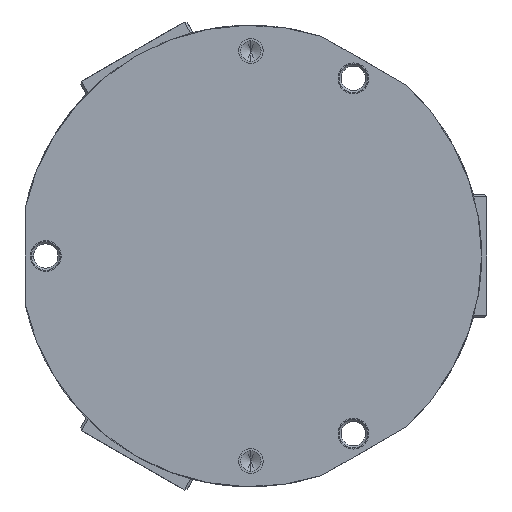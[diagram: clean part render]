
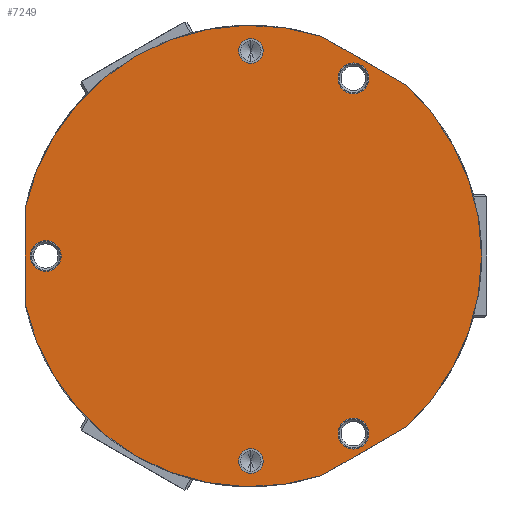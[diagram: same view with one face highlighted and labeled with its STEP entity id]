
A CAD part, front view. The second image highlights one B-rep face of the part: STEP entity #7249.
In plain terms, the highlighted planar face has unit normal (0, -1, 0).
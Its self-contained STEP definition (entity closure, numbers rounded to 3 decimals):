
#2771 = EDGE_CURVE( '', #5251, #4533, #7788, .T. );
#2887 = EDGE_CURVE( '', #4629, #3435, #7912, .T. );
#3435 = VERTEX_POINT( '', #8517 );
#3475 = EDGE_CURVE( '', #3759, #6187, #8566, .T. );
#3759 = VERTEX_POINT( '', #8881 );
#3791 = VERTEX_POINT( '', #8918 );
#3795 = VERTEX_POINT( '', #8922 );
#3801 = EDGE_CURVE( '', #6993, #3759, #8928, .T. );
#3815 = VERTEX_POINT( '', #8942 );
#3929 = VERTEX_POINT( '', #9068 );
#4011 = EDGE_CURVE( '', #3929, #7471, #9156, .T. );
#4027 = EDGE_CURVE( '', #3791, #3815, #9173, .T. );
#4097 = EDGE_CURVE( '', #4983, #6011, #9252, .T. );
#4165 = EDGE_CURVE( '', #4533, #5251, #9330, .T. );
#4421 = EDGE_CURVE( '', #3795, #6497, #9611, .T. );
#4533 = VERTEX_POINT( '', #9733 );
#4629 = VERTEX_POINT( '', #9838 );
#4851 = EDGE_CURVE( '', #3435, #4629, #10079, .T. );
#4983 = VERTEX_POINT( '', #10225 );
#5015 = EDGE_CURVE( '', #7471, #3929, #10261, .T. );
#5041 = EDGE_CURVE( '', #6187, #4983, #10292, .T. );
#5115 = EDGE_CURVE( '', #6497, #3795, #10372, .T. );
#5251 = VERTEX_POINT( '', #10524 );
#5259 = EDGE_CURVE( '', #6011, #5989, #10532, .T. );
#5961 = EDGE_CURVE( '', #3815, #3791, #11303, .T. );
#5989 = VERTEX_POINT( '', #11335 );
#6011 = VERTEX_POINT( '', #11360 );
#6111 = EDGE_CURVE( '', #5989, #6993, #11470, .T. );
#6187 = VERTEX_POINT( '', #11553 );
#6497 = VERTEX_POINT( '', #11903 );
#6993 = VERTEX_POINT( '', #12454 );
#7249 = ADVANCED_FACE( '', ( #12745, #12746, #12747, #12748, #12749, #12750 ), #12751, .F. );
#7471 = VERTEX_POINT( '', #13000 );
#7788 = CIRCLE( '', #13472, 7.5 );
#7912 = CIRCLE( '', #13680, 7.5 );
#8517 = CARTESIAN_POINT( '', ( 57.5, 0., -86.603 ) );
#8566 = CIRCLE( '', #14591, 112.49 );
#8881 = CARTESIAN_POINT( '', ( 75.419, 0., 83.462 ) );
#8918 = CARTESIAN_POINT( '', ( 6., 0., -100. ) );
#8922 = CARTESIAN_POINT( '', ( -6., 0., 100. ) );
#8928 = LINE( '', #15112, #15113 );
#8942 = CARTESIAN_POINT( '', ( -6., 0., -100. ) );
#9068 = CARTESIAN_POINT( '', ( -107.5, 0., 0. ) );
#9156 = CIRCLE( '', #15422, 7.5 );
#9173 = CIRCLE( '', #15444, 6. );
#9252 = CIRCLE( '', #15546, 112.49 );
#9330 = CIRCLE( '', #15651, 7.5 );
#9611 = CIRCLE( '', #16073, 6. );
#9733 = CARTESIAN_POINT( '', ( 57.5, 0., 86.603 ) );
#9838 = CARTESIAN_POINT( '', ( 42.5, 0., -86.603 ) );
#10079 = CIRCLE( '', #16755, 7.5 );
#10225 = CARTESIAN_POINT( '', ( 34.571, 0., -107.046 ) );
#10261 = CIRCLE( '', #17048, 7.5 );
#10292 = LINE( '', #17085, #17086 );
#10372 = CIRCLE( '', #17192, 6. );
#10524 = CARTESIAN_POINT( '', ( 42.5, 0., 86.603 ) );
#10532 = LINE( '', #17455, #17456 );
#11303 = CIRCLE( '', #18572, 6. );
#11335 = CARTESIAN_POINT( '', ( -109.99, 0., 23.584 ) );
#11360 = CARTESIAN_POINT( '', ( -109.99, 0., -23.584 ) );
#11470 = CIRCLE( '', #18833, 112.49 );
#11553 = CARTESIAN_POINT( '', ( 75.419, 0., -83.462 ) );
#11903 = CARTESIAN_POINT( '', ( 6., 0., 100. ) );
#12454 = CARTESIAN_POINT( '', ( 34.571, 0., 107.046 ) );
#12745 = FACE_OUTER_BOUND( '', #20649, .T. );
#12746 = FACE_BOUND( '', #20650, .T. );
#12747 = FACE_BOUND( '', #20651, .T. );
#12748 = FACE_BOUND( '', #20652, .T. );
#12749 = FACE_BOUND( '', #20653, .T. );
#12750 = FACE_BOUND( '', #20654, .T. );
#12751 = PLANE( '', #20655 );
#13000 = CARTESIAN_POINT( '', ( -92.5, 0., 0. ) );
#13472 = AXIS2_PLACEMENT_3D( '', #21383, #21384, #21385 );
#13680 = AXIS2_PLACEMENT_3D( '', #21499, #21500, #21501 );
#14591 = AXIS2_PLACEMENT_3D( '', #22272, #22273, #22274 );
#15112 = CARTESIAN_POINT( '', ( 34.571, 0., 107.046 ) );
#15113 = VECTOR( '', #22693, 1. );
#15422 = AXIS2_PLACEMENT_3D( '', #22928, #22929, #22930 );
#15444 = AXIS2_PLACEMENT_3D( '', #22948, #22949, #22950 );
#15546 = AXIS2_PLACEMENT_3D( '', #23052, #23053, #23054 );
#15651 = AXIS2_PLACEMENT_3D( '', #23157, #23158, #23159 );
#16073 = AXIS2_PLACEMENT_3D( '', #23451, #23452, #23453 );
#16755 = AXIS2_PLACEMENT_3D( '', #23922, #23923, #23924 );
#17048 = AXIS2_PLACEMENT_3D( '', #24134, #24135, #24136 );
#17085 = CARTESIAN_POINT( '', ( 75.419, 0., -83.462 ) );
#17086 = VECTOR( '', #24194, 1. );
#17192 = AXIS2_PLACEMENT_3D( '', #24277, #24278, #24279 );
#17455 = CARTESIAN_POINT( '', ( -109.99, 0., -23.584 ) );
#17456 = VECTOR( '', #24464, 1. );
#18572 = AXIS2_PLACEMENT_3D( '', #25322, #25323, #25324 );
#18833 = AXIS2_PLACEMENT_3D( '', #25531, #25532, #25533 );
#20649 = EDGE_LOOP( '', ( #27085, #27086, #27087, #27088, #27089, #27090 ) );
#20650 = EDGE_LOOP( '', ( #27091, #27092 ) );
#20651 = EDGE_LOOP( '', ( #27093, #27094 ) );
#20652 = EDGE_LOOP( '', ( #27095, #27096 ) );
#20653 = EDGE_LOOP( '', ( #27097, #27098 ) );
#20654 = EDGE_LOOP( '', ( #27099, #27100 ) );
#20655 = AXIS2_PLACEMENT_3D( '', #27101, #27102, #27103 );
#21383 = CARTESIAN_POINT( '', ( 50., 0., 86.603 ) );
#21384 = DIRECTION( '', ( 0., 1., 0. ) );
#21385 = DIRECTION( '', ( 1., 0., 0. ) );
#21499 = CARTESIAN_POINT( '', ( 50., 0., -86.603 ) );
#21500 = DIRECTION( '', ( 0., 1., 0. ) );
#21501 = DIRECTION( '', ( 1., 0., 0. ) );
#22272 = CARTESIAN_POINT( '', ( 0., 0., 0. ) );
#22273 = DIRECTION( '', ( 0., 1., 0. ) );
#22274 = DIRECTION( '', ( 0.67, 0., 0.742 ) );
#22693 = DIRECTION( '', ( 0.866, 0., -0.5 ) );
#22928 = CARTESIAN_POINT( '', ( -100., 0., 0. ) );
#22929 = DIRECTION( '', ( 0., 1., 0. ) );
#22930 = DIRECTION( '', ( 1., 0., 0. ) );
#22948 = CARTESIAN_POINT( '', ( 0., 0., -100. ) );
#22949 = DIRECTION( '', ( 0., 1., 0. ) );
#22950 = DIRECTION( '', ( 1., 0., 0. ) );
#23052 = CARTESIAN_POINT( '', ( 0., 0., 0. ) );
#23053 = DIRECTION( '', ( 0., 1., 0. ) );
#23054 = DIRECTION( '', ( 0.307, 0., -0.952 ) );
#23157 = CARTESIAN_POINT( '', ( 50., 0., 86.603 ) );
#23158 = DIRECTION( '', ( 0., 1., 0. ) );
#23159 = DIRECTION( '', ( 1., 0., 0. ) );
#23451 = CARTESIAN_POINT( '', ( 0., 0., 100. ) );
#23452 = DIRECTION( '', ( 0., 1., 0. ) );
#23453 = DIRECTION( '', ( 1., 0., 0. ) );
#23922 = CARTESIAN_POINT( '', ( 50., 0., -86.603 ) );
#23923 = DIRECTION( '', ( 0., 1., 0. ) );
#23924 = DIRECTION( '', ( 1., 0., 0. ) );
#24134 = CARTESIAN_POINT( '', ( -100., 0., 0. ) );
#24135 = DIRECTION( '', ( 0., 1., 0. ) );
#24136 = DIRECTION( '', ( 1., 0., 0. ) );
#24194 = DIRECTION( '', ( -0.866, 0., -0.5 ) );
#24277 = CARTESIAN_POINT( '', ( 0., 0., 100. ) );
#24278 = DIRECTION( '', ( 0., 1., 0. ) );
#24279 = DIRECTION( '', ( 1., 0., 0. ) );
#24464 = DIRECTION( '', ( 0., 0., 1. ) );
#25322 = CARTESIAN_POINT( '', ( 0., 0., -100. ) );
#25323 = DIRECTION( '', ( 0., 1., 0. ) );
#25324 = DIRECTION( '', ( 1., 0., 0. ) );
#25531 = CARTESIAN_POINT( '', ( 0., 0., 0. ) );
#25532 = DIRECTION( '', ( 0., 1., 0. ) );
#25533 = DIRECTION( '', ( -0.978, 0., 0.21 ) );
#27085 = ORIENTED_EDGE( '', *, *, #6111, .F. );
#27086 = ORIENTED_EDGE( '', *, *, #5259, .F. );
#27087 = ORIENTED_EDGE( '', *, *, #4097, .F. );
#27088 = ORIENTED_EDGE( '', *, *, #5041, .F. );
#27089 = ORIENTED_EDGE( '', *, *, #3475, .F. );
#27090 = ORIENTED_EDGE( '', *, *, #3801, .F. );
#27091 = ORIENTED_EDGE( '', *, *, #4165, .T. );
#27092 = ORIENTED_EDGE( '', *, *, #2771, .T. );
#27093 = ORIENTED_EDGE( '', *, *, #4851, .T. );
#27094 = ORIENTED_EDGE( '', *, *, #2887, .T. );
#27095 = ORIENTED_EDGE( '', *, *, #5115, .T. );
#27096 = ORIENTED_EDGE( '', *, *, #4421, .T. );
#27097 = ORIENTED_EDGE( '', *, *, #4027, .T. );
#27098 = ORIENTED_EDGE( '', *, *, #5961, .T. );
#27099 = ORIENTED_EDGE( '', *, *, #5015, .T. );
#27100 = ORIENTED_EDGE( '', *, *, #4011, .T. );
#27101 = CARTESIAN_POINT( '', ( 0., 0., 0. ) );
#27102 = DIRECTION( '', ( 0., 1., 0. ) );
#27103 = DIRECTION( '', ( 0., 0., 1. ) );
